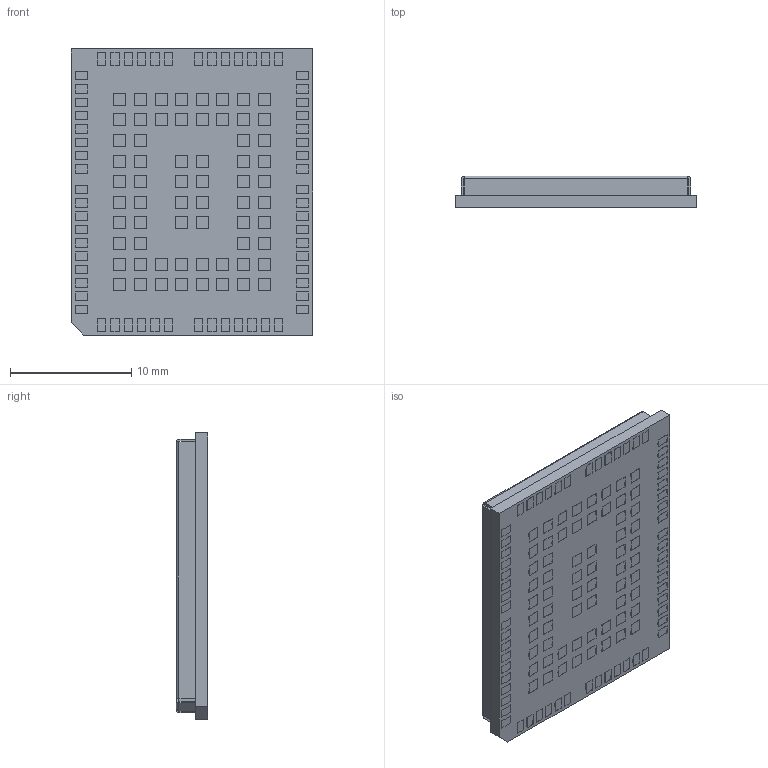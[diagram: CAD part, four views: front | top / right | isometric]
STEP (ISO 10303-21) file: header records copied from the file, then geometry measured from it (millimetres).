
FILE_DESCRIPTION (( 'STEP AP214' ), '1' );
FILE_NAME ('EG915UEUAC-N05-SNNSA.STEP', '2022-03-10T18:54:13', ( '' ), ( '' ), 'SwSTEP 2.0', 'SolidWorks 2017', '' );
FILE_SCHEMA (( 'AUTOMOTIVE_DESIGN' ));
Length unit declared in the file: millimetre
Products named in the file (1): EG915UEUAC-N05-SNNSA
Bounding box: 19.9 x 2.6 x 23.6 mm (x, y, z)
Volume: 575.1 mm3; surface area: 2385.4 mm2
Topology: 128 solids, 128 shells, 1788 faces, 4086 edges, 2724 vertices
Faces by surface type: plane 1694, bspline 79, cylinder 15
Entity records: 52611 total; most frequent: CARTESIAN_POINT 11342, ORIENTED_EDGE 8172, DIRECTION 7378, EDGE_CURVE 4086, VECTOR 3898, LINE 3898, VERTEX_POINT 2724, EDGE_LOOP 1960
